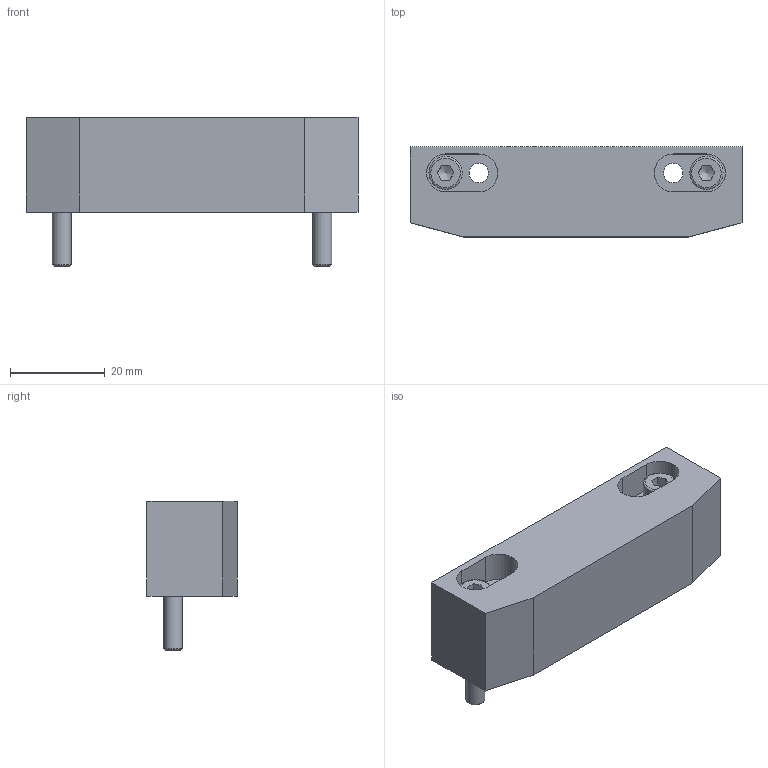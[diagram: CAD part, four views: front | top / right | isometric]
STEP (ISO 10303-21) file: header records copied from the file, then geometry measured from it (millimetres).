
FILE_DESCRIPTION(/* description */ (''),/* implementation_level */ '2;1');
FILE_NAME(/* name */ 'CAD_43247.stp',/* time_stamp */ '2016-03-19T11:08:19+01:00',/* author */ ('Hypex'),/* organization */ ('Hypex'),/* preprocessor_version */ 'ST-DEVELOPER v16.1',/* originating_system */ 'Autodesk Inventor 2016',/* authorisation */ '');
FILE_SCHEMA (('AUTOMOTIVE_DESIGN { 1 0 10303 214 3 1 1 }'));
Length unit declared in the file: millimetre
Products named in the file (1): CAD_43247
Bounding box: 70 x 19 x 31.5 mm (x, y, z)
Volume: 24729.2 mm3; surface area: 8034.2 mm2
Topology: 1 solids, 1 shells, 50 faces, 118 edges, 76 vertices
Faces by surface type: plane 30, cylinder 12, torus 4, cone 4
Full cylindrical faces by diameter (mm): 4 x2, 4.1 x4, 7 x2
Entity records: 1394 total; most frequent: CARTESIAN_POINT 245, DIRECTION 216, ORIENTED_EDGE 196, EDGE_CURVE 98, AXIS2_PLACEMENT_3D 79, EDGE_LOOP 76, VERTEX_POINT 72, LINE 58
